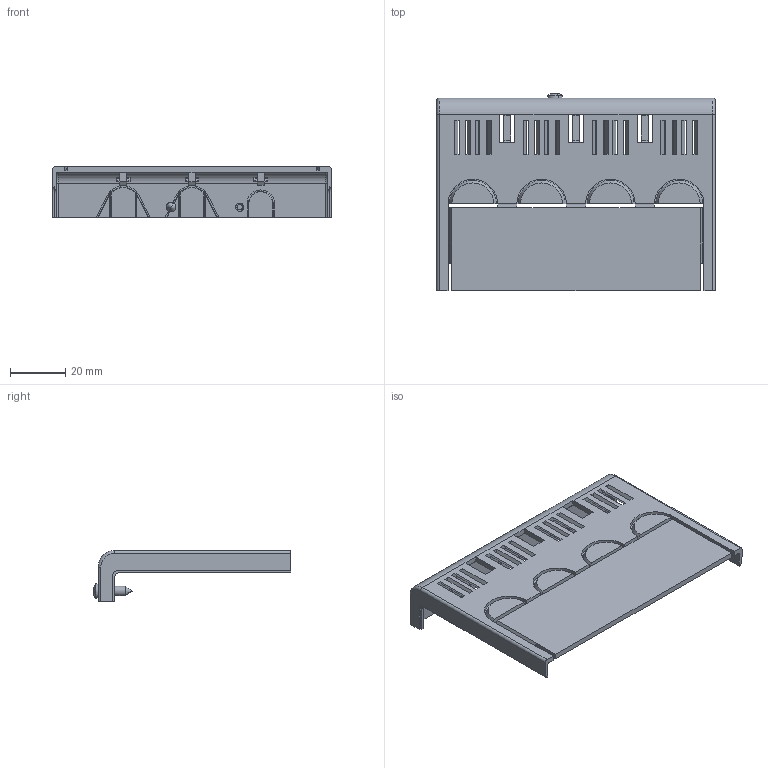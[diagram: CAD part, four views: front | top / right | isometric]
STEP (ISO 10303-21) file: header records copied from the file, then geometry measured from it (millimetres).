
FILE_DESCRIPTION((''),'2;1');
FILE_NAME('1SDH001295R0088_IGES','2022-11-10T11:00:24',('ITMADEL7'),(''),'CREO PARAMETRIC BY PTC INC, 2019030','CREO PARAMETRIC BY PTC INC, 2019030','');
FILE_SCHEMA(('AUTOMOTIVE_DESIGN { 1 0 10303 214 1 1 1 1 }'));
Length unit declared in the file: millimetre
Products named in the file (1): 1SDH001295R0088_IGES
Bounding box: 101.2 x 71.74 x 18.5 mm (x, y, z)
Volume: 17226.7 mm3; surface area: 21889.5 mm2
Topology: 1 solids, 1 shells, 610 faces, 1716 edges, 1089 vertices
Faces by surface type: plane 545, cylinder 46, cone 13, torus 4, sphere 2
Entity records: 24259 total; most frequent: CARTESIAN_POINT 3459, ORIENTED_EDGE 3426, DIRECTION 3089, EDGE_CURVE 1713, VECTOR 1537, LINE 1537, VERTEX_POINT 1089, AXIS2_PLACEMENT_3D 776
